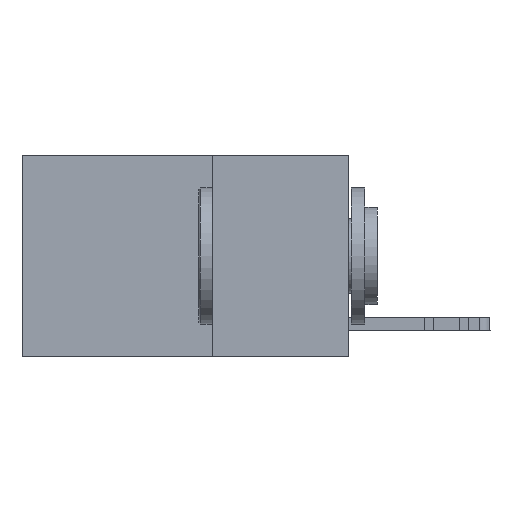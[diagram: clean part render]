
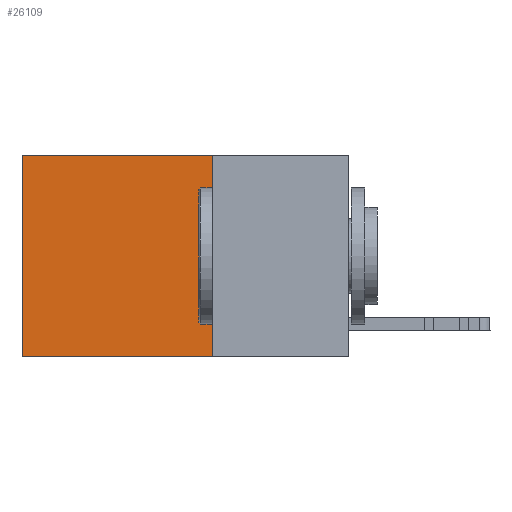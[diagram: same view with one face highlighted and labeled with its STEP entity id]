
A CAD part, left-side view. The second image highlights one B-rep face of the part: STEP entity #26109.
In plain terms, the highlighted planar face has unit normal (-1, 0, 0).
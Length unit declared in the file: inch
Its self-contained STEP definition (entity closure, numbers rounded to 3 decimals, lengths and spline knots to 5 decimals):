
#2128 = EDGE_CURVE ( 'NONE', #25012, #2377, #24581, .T. ) ;
#2377 = VERTEX_POINT ( 'NONE', #7517 ) ;
#2581 = CARTESIAN_POINT ( 'NONE',  ( 0.2625, 0.25, -0.37 ) ) ;
#2611 = ORIENTED_EDGE ( 'NONE', *, *, #2128, .T. ) ;
#2898 = CARTESIAN_POINT ( 'NONE',  ( 0.2625, 0.6, 0. ) ) ;
#3473 = DIRECTION ( 'NONE',  ( 0., 0., -1. ) ) ;
#3947 = CARTESIAN_POINT ( 'NONE',  ( 0.2625, 0.25, 0. ) ) ;
#4090 = LINE ( 'NONE', #3947, #15616 ) ;
#4613 = LINE ( 'NONE', #2581, #20559 ) ;
#5044 = DIRECTION ( 'NONE',  ( 0., 1., 0. ) ) ;
#5324 = VERTEX_POINT ( 'NONE', #7389 ) ;
#6364 = CARTESIAN_POINT ( 'NONE',  ( 0.2625, 0.25, 0. ) ) ;
#7389 = CARTESIAN_POINT ( 'NONE',  ( 0.2625, 0.25, -0.37 ) ) ;
#7517 = CARTESIAN_POINT ( 'NONE',  ( 0.2625, 0.6, -0.37 ) ) ;
#7673 = CARTESIAN_POINT ( 'NONE',  ( 0.2625, 0.25, 0. ) ) ;
#8646 = VECTOR ( 'NONE', #16057, 39.37008 ) ;
#10851 = DIRECTION ( 'NONE',  ( 0., 0., -1. ) ) ;
#11006 = EDGE_LOOP ( 'NONE', ( #2611, #19149, #27392, #21140 ) ) ;
#11926 = AXIS2_PLACEMENT_3D ( 'NONE', #7673, #14461, #3473 ) ;
#12803 = VERTEX_POINT ( 'NONE', #20149 ) ;
#14461 = DIRECTION ( 'NONE',  ( 1., 0., 0. ) ) ;
#15616 = VECTOR ( 'NONE', #27754, 39.37008 ) ;
#16057 = DIRECTION ( 'NONE',  ( 0., 0., -1. ) ) ;
#16092 = EDGE_CURVE ( 'NONE', #12803, #5324, #28007, .T. ) ;
#19149 = ORIENTED_EDGE ( 'NONE', *, *, #21290, .F. ) ;
#20149 = CARTESIAN_POINT ( 'NONE',  ( 0.2625, 0.25, 0. ) ) ;
#20559 = VECTOR ( 'NONE', #5044, 39.37008 ) ;
#20987 = FACE_OUTER_BOUND ( 'NONE', #11006, .T. ) ;
#21140 = ORIENTED_EDGE ( 'NONE', *, *, #23823, .T. ) ;
#21290 = EDGE_CURVE ( 'NONE', #5324, #2377, #4613, .T. ) ;
#23282 = PLANE ( 'NONE',  #11926 ) ;
#23823 = EDGE_CURVE ( 'NONE', #12803, #25012, #4090, .T. ) ;
#24581 = LINE ( 'NONE', #2898, #8646 ) ;
#25012 = VERTEX_POINT ( 'NONE', #26006 ) ;
#25386 = VECTOR ( 'NONE', #10851, 39.37008 ) ;
#26006 = CARTESIAN_POINT ( 'NONE',  ( 0.2625, 0.6, 0. ) ) ;
#26109 = ADVANCED_FACE ( 'NONE', ( #20987 ), #23282, .F. ) ;
#27392 = ORIENTED_EDGE ( 'NONE', *, *, #16092, .F. ) ;
#27754 = DIRECTION ( 'NONE',  ( 0., 1., 0. ) ) ;
#28007 = LINE ( 'NONE', #6364, #25386 ) ;
